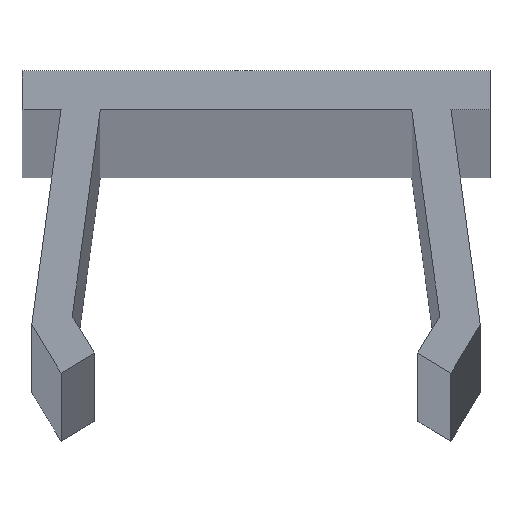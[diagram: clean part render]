
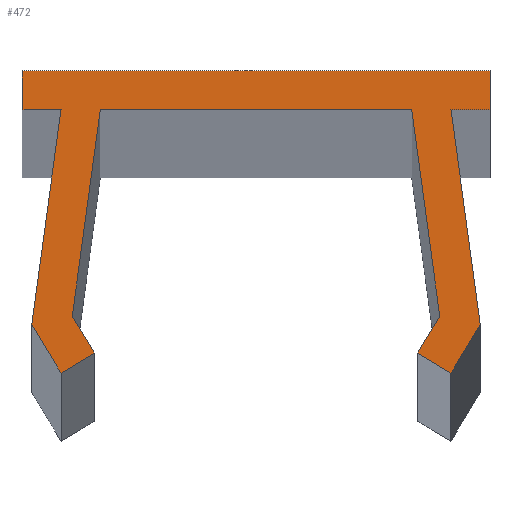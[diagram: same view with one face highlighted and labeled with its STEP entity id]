
A CAD part, top view. The second image highlights one B-rep face of the part: STEP entity #472.
In plain terms, the highlighted planar face has unit normal (0, 0, 1).
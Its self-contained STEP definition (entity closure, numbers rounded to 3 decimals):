
#9 = CARTESIAN_POINT ( 'NONE',  ( -6., 0.5, 500. ) ) ;
#11 = VERTEX_POINT ( 'NONE', #157 ) ;
#13 = CARTESIAN_POINT ( 'NONE',  ( -4.143, -6.736, 500. ) ) ;
#14 = VECTOR ( 'NONE', #449, 1000. ) ;
#19 = DIRECTION ( 'NONE',  ( 0., -1., 0. ) ) ;
#22 = VERTEX_POINT ( 'NONE', #487 ) ;
#26 = EDGE_CURVE ( 'NONE', #11, #550, #118, .T. ) ;
#27 = VECTOR ( 'NONE', #52, 1000. ) ;
#28 = VECTOR ( 'NONE', #538, 1000. ) ;
#39 = CARTESIAN_POINT ( 'NONE',  ( 5., -7.25, 500. ) ) ;
#40 = LINE ( 'NONE', #539, #520 ) ;
#42 = CARTESIAN_POINT ( 'NONE',  ( 6., 0.5, 500. ) ) ;
#48 = EDGE_CURVE ( 'NONE', #537, #173, #542, .T. ) ;
#52 = DIRECTION ( 'NONE',  ( 0.857, 0.514, 0. ) ) ;
#59 = EDGE_CURVE ( 'NONE', #489, #11, #71, .T. ) ;
#61 = LINE ( 'NONE', #248, #268 ) ;
#67 = CARTESIAN_POINT ( 'NONE',  ( -3.991, -0.5, 500. ) ) ;
#68 = EDGE_CURVE ( 'NONE', #22, #210, #604, .T. ) ;
#69 = CARTESIAN_POINT ( 'NONE',  ( -4.712, -5.787, 500. ) ) ;
#71 = LINE ( 'NONE', #348, #186 ) ;
#76 = ORIENTED_EDGE ( 'NONE', *, *, #137, .T. ) ;
#78 = DIRECTION ( 'NONE',  ( -0.514, -0.857, 0. ) ) ;
#105 = ORIENTED_EDGE ( 'NONE', *, *, #599, .T. ) ;
#117 = LINE ( 'NONE', #506, #583 ) ;
#118 = LINE ( 'NONE', #211, #229 ) ;
#123 = EDGE_CURVE ( 'NONE', #367, #458, #134, .T. ) ;
#126 = EDGE_CURVE ( 'NONE', #607, #223, #513, .T. ) ;
#128 = VERTEX_POINT ( 'NONE', #317 ) ;
#134 = LINE ( 'NONE', #579, #466 ) ;
#137 = EDGE_CURVE ( 'NONE', #223, #489, #252, .T. ) ;
#141 = ORIENTED_EDGE ( 'NONE', *, *, #126, .T. ) ;
#145 = EDGE_CURVE ( 'NONE', #210, #128, #344, .T. ) ;
#150 = VERTEX_POINT ( 'NONE', #403 ) ;
#154 = VECTOR ( 'NONE', #453, 1000. ) ;
#155 = DIRECTION ( 'NONE',  ( 0.135, -0.991, 0. ) ) ;
#157 = CARTESIAN_POINT ( 'NONE',  ( 3.991, -0.5, 500. ) ) ;
#173 = VERTEX_POINT ( 'NONE', #400 ) ;
#185 = CARTESIAN_POINT ( 'NONE',  ( 4.712, -5.787, 500. ) ) ;
#186 = VECTOR ( 'NONE', #354, 1000. ) ;
#204 = ORIENTED_EDGE ( 'NONE', *, *, #48, .T. ) ;
#208 = DIRECTION ( 'NONE',  ( 0.514, 0.857, 0. ) ) ;
#210 = VERTEX_POINT ( 'NONE', #213 ) ;
#211 = CARTESIAN_POINT ( 'NONE',  ( 3.991, -0.5, 500. ) ) ;
#213 = CARTESIAN_POINT ( 'NONE',  ( -5.75, -6., 500. ) ) ;
#215 = VECTOR ( 'NONE', #355, 1000. ) ;
#217 = LINE ( 'NONE', #476, #27 ) ;
#222 = ORIENTED_EDGE ( 'NONE', *, *, #59, .T. ) ;
#223 = VERTEX_POINT ( 'NONE', #69 ) ;
#229 = VECTOR ( 'NONE', #155, 1000. ) ;
#231 = EDGE_CURVE ( 'NONE', #415, #367, #423, .T. ) ;
#233 = CARTESIAN_POINT ( 'NONE',  ( -3.991, -0.5, 500. ) ) ;
#236 = DIRECTION ( 'NONE',  ( 0., 1., 0. ) ) ;
#244 = LINE ( 'NONE', #567, #335 ) ;
#245 = ORIENTED_EDGE ( 'NONE', *, *, #231, .T. ) ;
#246 = EDGE_CURVE ( 'NONE', #458, #285, #40, .T. ) ;
#248 = CARTESIAN_POINT ( 'NONE',  ( -6., 0.5, 500. ) ) ;
#252 = LINE ( 'NONE', #67, #215 ) ;
#257 = CARTESIAN_POINT ( 'NONE',  ( -6., 0.5, 500. ) ) ;
#268 = VECTOR ( 'NONE', #387, 1000. ) ;
#270 = CARTESIAN_POINT ( 'NONE',  ( 6., -0.5, 500. ) ) ;
#277 = EDGE_CURVE ( 'NONE', #550, #415, #117, .T. ) ;
#283 = LINE ( 'NONE', #576, #322 ) ;
#285 = VERTEX_POINT ( 'NONE', #502 ) ;
#287 = DIRECTION ( 'NONE',  ( 1., 0., 0. ) ) ;
#302 = ORIENTED_EDGE ( 'NONE', *, *, #68, .T. ) ;
#304 = AXIS2_PLACEMENT_3D ( 'NONE', #564, #426, #512 ) ;
#305 = ORIENTED_EDGE ( 'NONE', *, *, #246, .T. ) ;
#309 = ORIENTED_EDGE ( 'NONE', *, *, #443, .T. ) ;
#311 = CARTESIAN_POINT ( 'NONE',  ( -5.75, -6., 500. ) ) ;
#313 = VECTOR ( 'NONE', #236, 1000. ) ;
#317 = CARTESIAN_POINT ( 'NONE',  ( -5., -7.25, 500. ) ) ;
#322 = VECTOR ( 'NONE', #345, 1000. ) ;
#335 = VECTOR ( 'NONE', #287, 1000. ) ;
#344 = LINE ( 'NONE', #311, #352 ) ;
#345 = DIRECTION ( 'NONE',  ( 1., 0., 0. ) ) ;
#348 = CARTESIAN_POINT ( 'NONE',  ( -3.991, -0.5, 500. ) ) ;
#352 = VECTOR ( 'NONE', #493, 1000. ) ;
#354 = DIRECTION ( 'NONE',  ( 1., 0., 0. ) ) ;
#355 = DIRECTION ( 'NONE',  ( 0.135, 0.991, 0. ) ) ;
#361 = VECTOR ( 'NONE', #19, 1000. ) ;
#363 = ORIENTED_EDGE ( 'NONE', *, *, #402, .T. ) ;
#367 = VERTEX_POINT ( 'NONE', #39 ) ;
#387 = DIRECTION ( 'NONE',  ( -1., 0., 0. ) ) ;
#390 = VERTEX_POINT ( 'NONE', #270 ) ;
#399 = ORIENTED_EDGE ( 'NONE', *, *, #524, .T. ) ;
#400 = CARTESIAN_POINT ( 'NONE',  ( -6., -0.5, 500. ) ) ;
#402 = EDGE_CURVE ( 'NONE', #173, #22, #244, .T. ) ;
#403 = CARTESIAN_POINT ( 'NONE',  ( 6., 0.5, 500. ) ) ;
#415 = VERTEX_POINT ( 'NONE', #608 ) ;
#423 = LINE ( 'NONE', #590, #154 ) ;
#426 = DIRECTION ( 'NONE',  ( 0., 0., 1. ) ) ;
#427 = CARTESIAN_POINT ( 'NONE',  ( 5.75, -6., 500. ) ) ;
#428 = PLANE ( 'NONE',  #304 ) ;
#441 = ORIENTED_EDGE ( 'NONE', *, *, #145, .T. ) ;
#443 = EDGE_CURVE ( 'NONE', #390, #150, #575, .T. ) ;
#445 = ORIENTED_EDGE ( 'NONE', *, *, #277, .T. ) ;
#447 = FACE_OUTER_BOUND ( 'NONE', #484, .T. ) ;
#449 = DIRECTION ( 'NONE',  ( -0.514, 0.857, 0. ) ) ;
#453 = DIRECTION ( 'NONE',  ( 0.857, -0.514, 0. ) ) ;
#458 = VERTEX_POINT ( 'NONE', #427 ) ;
#466 = VECTOR ( 'NONE', #208, 1000. ) ;
#472 = ADVANCED_FACE ( 'NONE', ( #447 ), #428, .T. ) ;
#476 = CARTESIAN_POINT ( 'NONE',  ( -5., -7.25, 500. ) ) ;
#477 = ORIENTED_EDGE ( 'NONE', *, *, #26, .T. ) ;
#484 = EDGE_LOOP ( 'NONE', ( #204, #363, #302, #441, #613, #141, #76, #222, #477, #445, #245, #522, #305, #399, #309, #105 ) ) ;
#487 = CARTESIAN_POINT ( 'NONE',  ( -5., -0.5, 500. ) ) ;
#489 = VERTEX_POINT ( 'NONE', #233 ) ;
#493 = DIRECTION ( 'NONE',  ( 0.514, -0.857, 0. ) ) ;
#502 = CARTESIAN_POINT ( 'NONE',  ( 5., -0.5, 500. ) ) ;
#506 = CARTESIAN_POINT ( 'NONE',  ( 4.712, -5.787, 500. ) ) ;
#512 = DIRECTION ( 'NONE',  ( 1., 0., 0. ) ) ;
#513 = LINE ( 'NONE', #534, #14 ) ;
#520 = VECTOR ( 'NONE', #598, 1000. ) ;
#522 = ORIENTED_EDGE ( 'NONE', *, *, #123, .T. ) ;
#524 = EDGE_CURVE ( 'NONE', #285, #390, #283, .T. ) ;
#534 = CARTESIAN_POINT ( 'NONE',  ( -4.712, -5.787, 500. ) ) ;
#537 = VERTEX_POINT ( 'NONE', #9 ) ;
#538 = DIRECTION ( 'NONE',  ( -0.135, -0.991, 0. ) ) ;
#539 = CARTESIAN_POINT ( 'NONE',  ( 5., -0.5, 500. ) ) ;
#542 = LINE ( 'NONE', #257, #361 ) ;
#550 = VERTEX_POINT ( 'NONE', #185 ) ;
#564 = CARTESIAN_POINT ( 'NONE',  ( 0., 0., 500. ) ) ;
#567 = CARTESIAN_POINT ( 'NONE',  ( -6., -0.5, 500. ) ) ;
#575 = LINE ( 'NONE', #42, #313 ) ;
#576 = CARTESIAN_POINT ( 'NONE',  ( 5., -0.5, 500. ) ) ;
#579 = CARTESIAN_POINT ( 'NONE',  ( 5.75, -6., 500. ) ) ;
#583 = VECTOR ( 'NONE', #78, 1000. ) ;
#585 = CARTESIAN_POINT ( 'NONE',  ( -5., -0.5, 500. ) ) ;
#587 = EDGE_CURVE ( 'NONE', #128, #607, #217, .T. ) ;
#590 = CARTESIAN_POINT ( 'NONE',  ( 5., -7.25, 500. ) ) ;
#598 = DIRECTION ( 'NONE',  ( -0.135, 0.991, 0. ) ) ;
#599 = EDGE_CURVE ( 'NONE', #150, #537, #61, .T. ) ;
#604 = LINE ( 'NONE', #585, #28 ) ;
#607 = VERTEX_POINT ( 'NONE', #13 ) ;
#608 = CARTESIAN_POINT ( 'NONE',  ( 4.143, -6.736, 500. ) ) ;
#613 = ORIENTED_EDGE ( 'NONE', *, *, #587, .T. ) ;
